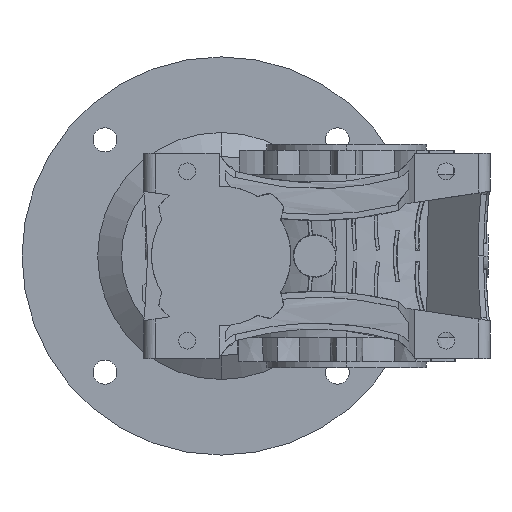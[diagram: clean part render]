
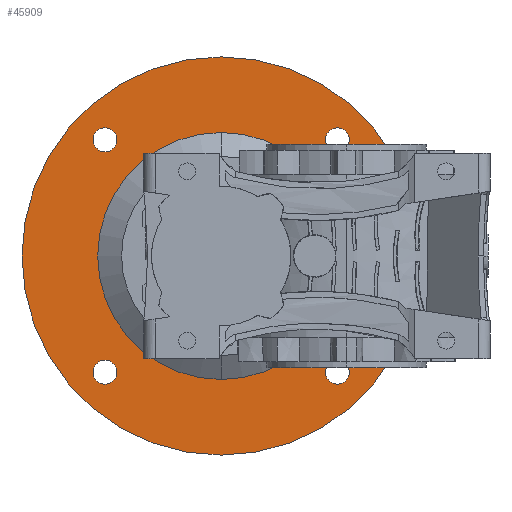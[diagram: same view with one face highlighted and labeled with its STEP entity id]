
A CAD part, left-side view. The second image highlights one B-rep face of the part: STEP entity #45909.
In plain terms, the highlighted face is planar.
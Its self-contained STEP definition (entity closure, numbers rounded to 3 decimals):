
#903 = CARTESIAN_POINT ( 'NONE',  ( -4.5, 58.336, -52.336 ) ) ;
#910 = CARTESIAN_POINT ( 'NONE',  ( -4.5, -58.336, -64.336 ) ) ;
#916 = CARTESIAN_POINT ( 'NONE',  ( -4.5, 58.336, -64.336 ) ) ;
#918 = CARTESIAN_POINT ( 'NONE',  ( -4.5, -58.336, -52.336 ) ) ;
#921 = CARTESIAN_POINT ( 'NONE',  ( -4.5, -58.336, 52.336 ) ) ;
#922 = CARTESIAN_POINT ( 'NONE',  ( -4.5, -58.336, 64.336 ) ) ;
#925 = CARTESIAN_POINT ( 'NONE',  ( -4.5, 58.336, 52.336 ) ) ;
#926 = CARTESIAN_POINT ( 'NONE',  ( -4.5, 58.336, 64.336 ) ) ;
#933 = CARTESIAN_POINT ( 'NONE',  ( -4.5, 0., 100. ) ) ;
#934 = CARTESIAN_POINT ( 'NONE',  ( -4.5, 0., 62. ) ) ;
#935 = CARTESIAN_POINT ( 'NONE',  ( -4.5, 0., -62. ) ) ;
#936 = CARTESIAN_POINT ( 'NONE',  ( -4.5, 0., -100. ) ) ;
#9078 = EDGE_LOOP ( 'NONE', ( #14779, #14780 ) ) ;
#9084 = EDGE_LOOP ( 'NONE', ( #14775, #14776 ) ) ;
#9088 = EDGE_LOOP ( 'NONE', ( #14781, #14782 ) ) ;
#9094 = EDGE_LOOP ( 'NONE', ( #14773, #14774 ) ) ;
#9098 = EDGE_LOOP ( 'NONE', ( #14777, #14778 ) ) ;
#9104 = EDGE_LOOP ( 'NONE', ( #14783, #14784 ) ) ;
#14773 = ORIENTED_EDGE ( 'NONE', *, *, #43163, .T. ) ;
#14774 = ORIENTED_EDGE ( 'NONE', *, *, #43102, .T. ) ;
#14775 = ORIENTED_EDGE ( 'NONE', *, *, #43164, .T. ) ;
#14776 = ORIENTED_EDGE ( 'NONE', *, *, #43105, .T. ) ;
#14777 = ORIENTED_EDGE ( 'NONE', *, *, #43165, .T. ) ;
#14778 = ORIENTED_EDGE ( 'NONE', *, *, #43109, .T. ) ;
#14779 = ORIENTED_EDGE ( 'NONE', *, *, #43166, .T. ) ;
#14780 = ORIENTED_EDGE ( 'NONE', *, *, #43113, .T. ) ;
#14781 = ORIENTED_EDGE ( 'NONE', *, *, #43121, .F. ) ;
#14782 = ORIENTED_EDGE ( 'NONE', *, *, #43162, .F. ) ;
#14783 = ORIENTED_EDGE ( 'NONE', *, *, #43119, .T. ) ;
#14784 = ORIENTED_EDGE ( 'NONE', *, *, #43167, .T. ) ;
#21399 = CARTESIAN_POINT ( 'NONE',  ( -4.5, 58.336, -58.336 ) ) ;
#21400 = DIRECTION ( 'NONE',  ( -1., 0., 0. ) ) ;
#21401 = DIRECTION ( 'NONE',  ( 0., 0., 1. ) ) ;
#21408 = CARTESIAN_POINT ( 'NONE',  ( -4.5, -58.336, -58.336 ) ) ;
#21409 = DIRECTION ( 'NONE',  ( -1., 0., 0. ) ) ;
#21410 = DIRECTION ( 'NONE',  ( 0., 0., 1. ) ) ;
#21418 = CARTESIAN_POINT ( 'NONE',  ( -4.5, -58.336, 58.336 ) ) ;
#21419 = DIRECTION ( 'NONE',  ( -1., 0., 0. ) ) ;
#21420 = DIRECTION ( 'NONE',  ( 0., 0., 1. ) ) ;
#21428 = CARTESIAN_POINT ( 'NONE',  ( -4.5, 58.336, 58.336 ) ) ;
#21429 = DIRECTION ( 'NONE',  ( -1., 0., 0. ) ) ;
#21430 = DIRECTION ( 'NONE',  ( 0., 0., 1. ) ) ;
#21442 = CARTESIAN_POINT ( 'NONE',  ( -4.5, 0., 0. ) ) ;
#21443 = DIRECTION ( 'NONE',  ( -1., 0., 0. ) ) ;
#21444 = DIRECTION ( 'NONE',  ( 0., 0., 1. ) ) ;
#21448 = CARTESIAN_POINT ( 'NONE',  ( -4.5, 0., 0. ) ) ;
#21449 = DIRECTION ( 'NONE',  ( -1., 0., 0. ) ) ;
#21450 = DIRECTION ( 'NONE',  ( 0., 0., 1. ) ) ;
#21550 = CARTESIAN_POINT ( 'NONE',  ( -4.5, 0., 0. ) ) ;
#21551 = DIRECTION ( 'NONE',  ( -1., 0., 0. ) ) ;
#21552 = DIRECTION ( 'NONE',  ( 0., 0., 1. ) ) ;
#21553 = CARTESIAN_POINT ( 'NONE',  ( -4.5, 58.336, -58.336 ) ) ;
#21554 = DIRECTION ( 'NONE',  ( -1., 0., 0. ) ) ;
#21555 = DIRECTION ( 'NONE',  ( 0., 0., 1. ) ) ;
#21556 = CARTESIAN_POINT ( 'NONE',  ( -4.5, -58.336, -58.336 ) ) ;
#21557 = DIRECTION ( 'NONE',  ( -1., 0., 0. ) ) ;
#21558 = DIRECTION ( 'NONE',  ( 0., 0., 1. ) ) ;
#21559 = CARTESIAN_POINT ( 'NONE',  ( -4.5, -58.336, 58.336 ) ) ;
#21560 = DIRECTION ( 'NONE',  ( -1., 0., 0. ) ) ;
#21561 = DIRECTION ( 'NONE',  ( 0., 0., 1. ) ) ;
#21562 = CARTESIAN_POINT ( 'NONE',  ( -4.5, 58.336, 58.336 ) ) ;
#21563 = DIRECTION ( 'NONE',  ( -1., 0., 0. ) ) ;
#21564 = DIRECTION ( 'NONE',  ( 0., 0., 1. ) ) ;
#21567 = CARTESIAN_POINT ( 'NONE',  ( -4.5, 0., 0. ) ) ;
#21568 = DIRECTION ( 'NONE',  ( -1., 0., 0. ) ) ;
#21569 = DIRECTION ( 'NONE',  ( 0., 0., 1. ) ) ;
#22346 = FACE_BOUND ( 'NONE', #9084, .T. ) ;
#22357 = FACE_BOUND ( 'NONE', #9094, .T. ) ;
#22362 = FACE_BOUND ( 'NONE', #9078, .T. ) ;
#22363 = FACE_BOUND ( 'NONE', #9104, .T. ) ;
#22364 = FACE_BOUND ( 'NONE', #9098, .T. ) ;
#22365 = FACE_OUTER_BOUND ( 'NONE', #9088, .T. ) ;
#24617 = DIRECTION ( 'NONE',  ( -1., 0., 0. ) ) ;
#24622 = PLANE ( 'NONE',  #39567 ) ;
#24626 = CARTESIAN_POINT ( 'NONE',  ( -4.5, 100., 0. ) ) ;
#24627 = DIRECTION ( 'NONE',  ( 0., 0., 1. ) ) ;
#26751 = VERTEX_POINT ( 'NONE', #903 ) ;
#26758 = VERTEX_POINT ( 'NONE', #910 ) ;
#26764 = VERTEX_POINT ( 'NONE', #916 ) ;
#26766 = VERTEX_POINT ( 'NONE', #918 ) ;
#26769 = VERTEX_POINT ( 'NONE', #921 ) ;
#26770 = VERTEX_POINT ( 'NONE', #922 ) ;
#26773 = VERTEX_POINT ( 'NONE', #925 ) ;
#26774 = VERTEX_POINT ( 'NONE', #926 ) ;
#26781 = VERTEX_POINT ( 'NONE', #933 ) ;
#26782 = VERTEX_POINT ( 'NONE', #934 ) ;
#26783 = VERTEX_POINT ( 'NONE', #935 ) ;
#26784 = VERTEX_POINT ( 'NONE', #936 ) ;
#36519 = CIRCLE ( 'NONE', #38810, 6. ) ;
#36526 = CIRCLE ( 'NONE', #38812, 6. ) ;
#36531 = CIRCLE ( 'NONE', #38814, 6. ) ;
#36537 = CIRCLE ( 'NONE', #38816, 6. ) ;
#36549 = CIRCLE ( 'NONE', #38819, 62. ) ;
#36551 = CIRCLE ( 'NONE', #38820, 100. ) ;
#36612 = CIRCLE ( 'NONE', #38843, 100. ) ;
#36613 = CIRCLE ( 'NONE', #38844, 6. ) ;
#36614 = CIRCLE ( 'NONE', #38845, 6. ) ;
#36615 = CIRCLE ( 'NONE', #38846, 6. ) ;
#36616 = CIRCLE ( 'NONE', #38847, 6. ) ;
#36617 = CIRCLE ( 'NONE', #38848, 62. ) ;
#38810 = AXIS2_PLACEMENT_3D ( 'NONE', #21399, #21400, #21401 ) ;
#38812 = AXIS2_PLACEMENT_3D ( 'NONE', #21408, #21409, #21410 ) ;
#38814 = AXIS2_PLACEMENT_3D ( 'NONE', #21418, #21419, #21420 ) ;
#38816 = AXIS2_PLACEMENT_3D ( 'NONE', #21428, #21429, #21430 ) ;
#38819 = AXIS2_PLACEMENT_3D ( 'NONE', #21442, #21443, #21444 ) ;
#38820 = AXIS2_PLACEMENT_3D ( 'NONE', #21448, #21449, #21450 ) ;
#38843 = AXIS2_PLACEMENT_3D ( 'NONE', #21550, #21551, #21552 ) ;
#38844 = AXIS2_PLACEMENT_3D ( 'NONE', #21553, #21554, #21555 ) ;
#38845 = AXIS2_PLACEMENT_3D ( 'NONE', #21556, #21557, #21558 ) ;
#38846 = AXIS2_PLACEMENT_3D ( 'NONE', #21559, #21560, #21561 ) ;
#38847 = AXIS2_PLACEMENT_3D ( 'NONE', #21562, #21563, #21564 ) ;
#38848 = AXIS2_PLACEMENT_3D ( 'NONE', #21567, #21568, #21569 ) ;
#39567 = AXIS2_PLACEMENT_3D ( 'NONE', #24626, #24617, #24627 ) ;
#43102 = EDGE_CURVE ( 'NONE', #26764, #26751, #36519, .T. ) ;
#43105 = EDGE_CURVE ( 'NONE', #26758, #26766, #36526, .T. ) ;
#43109 = EDGE_CURVE ( 'NONE', #26769, #26770, #36531, .T. ) ;
#43113 = EDGE_CURVE ( 'NONE', #26773, #26774, #36537, .T. ) ;
#43119 = EDGE_CURVE ( 'NONE', #26782, #26783, #36549, .T. ) ;
#43121 = EDGE_CURVE ( 'NONE', #26781, #26784, #36551, .T. ) ;
#43162 = EDGE_CURVE ( 'NONE', #26784, #26781, #36612, .T. ) ;
#43163 = EDGE_CURVE ( 'NONE', #26751, #26764, #36613, .T. ) ;
#43164 = EDGE_CURVE ( 'NONE', #26766, #26758, #36614, .T. ) ;
#43165 = EDGE_CURVE ( 'NONE', #26770, #26769, #36615, .T. ) ;
#43166 = EDGE_CURVE ( 'NONE', #26774, #26773, #36616, .T. ) ;
#43167 = EDGE_CURVE ( 'NONE', #26783, #26782, #36617, .T. ) ;
#45909 = ADVANCED_FACE ( 'NONE', ( #22357, #22346, #22364, #22362, #22365, #22363 ), #24622, .F. ) ;
